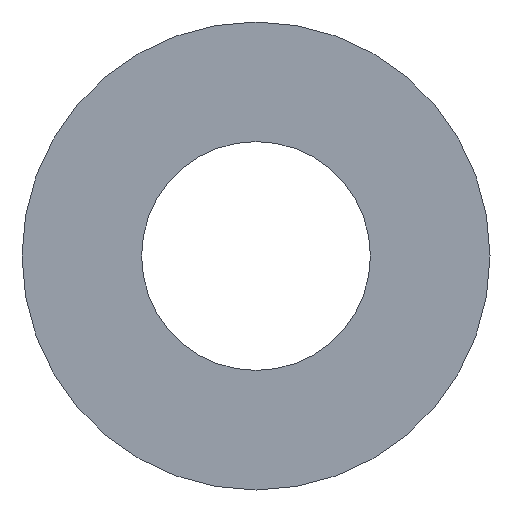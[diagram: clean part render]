
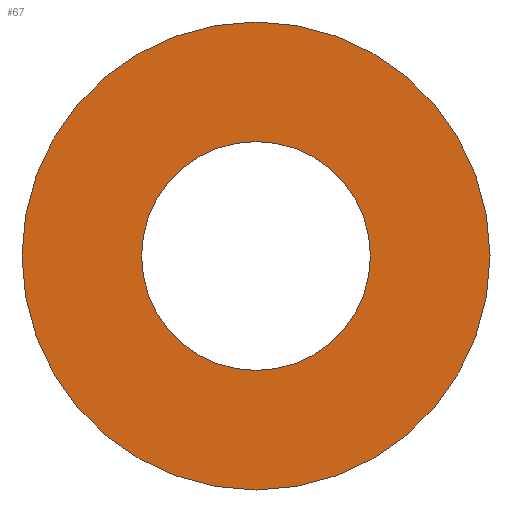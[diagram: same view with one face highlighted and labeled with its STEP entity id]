
A CAD part, front view. The second image highlights one B-rep face of the part: STEP entity #67.
In plain terms, the highlighted planar face has unit normal (0, -1, 0).
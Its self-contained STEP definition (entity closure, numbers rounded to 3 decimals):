
#2 = VERTEX_POINT ( 'NONE', #94 ) ;
#13 = CIRCLE ( 'NONE', #863, 11. ) ;
#21 = CARTESIAN_POINT ( 'NONE',  ( 0., 0., 0. ) ) ;
#30 = EDGE_LOOP ( 'NONE', ( #583, #515 ) ) ;
#67 = ADVANCED_FACE ( 'NONE', ( #704, #338 ), #562, .F. ) ;
#94 = CARTESIAN_POINT ( 'NONE',  ( 0., 0., 22.5 ) ) ;
#141 = EDGE_CURVE ( 'NONE', #290, #2, #348, .T. ) ;
#148 = VERTEX_POINT ( 'NONE', #380 ) ;
#174 = CARTESIAN_POINT ( 'NONE',  ( 0., 0., 11. ) ) ;
#191 = AXIS2_PLACEMENT_3D ( 'NONE', #21, #333, #631 ) ;
#219 = ORIENTED_EDGE ( 'NONE', *, *, #141, .F. ) ;
#229 = AXIS2_PLACEMENT_3D ( 'NONE', #839, #765, #607 ) ;
#248 = CIRCLE ( 'NONE', #800, 11. ) ;
#249 = EDGE_CURVE ( 'NONE', #384, #148, #248, .T. ) ;
#290 = VERTEX_POINT ( 'NONE', #516 ) ;
#305 = DIRECTION ( 'NONE',  ( 0., 1., 0. ) ) ;
#333 = DIRECTION ( 'NONE',  ( 0., 1., 0. ) ) ;
#338 = FACE_BOUND ( 'NONE', #30, .T. ) ;
#348 = CIRCLE ( 'NONE', #429, 22.5 ) ;
#361 = CARTESIAN_POINT ( 'NONE',  ( 0., 0., 0. ) ) ;
#380 = CARTESIAN_POINT ( 'NONE',  ( 0., 0., -11. ) ) ;
#384 = VERTEX_POINT ( 'NONE', #174 ) ;
#429 = AXIS2_PLACEMENT_3D ( 'NONE', #610, #305, #459 ) ;
#459 = DIRECTION ( 'NONE',  ( 0., 0., 1. ) ) ;
#474 = CARTESIAN_POINT ( 'NONE',  ( 0., 0., 0. ) ) ;
#509 = EDGE_CURVE ( 'NONE', #2, #290, #660, .T. ) ;
#515 = ORIENTED_EDGE ( 'NONE', *, *, #249, .T. ) ;
#516 = CARTESIAN_POINT ( 'NONE',  ( 0., 0., -22.5 ) ) ;
#562 = PLANE ( 'NONE',  #191 ) ;
#583 = ORIENTED_EDGE ( 'NONE', *, *, #633, .T. ) ;
#607 = DIRECTION ( 'NONE',  ( 0., 0., 1. ) ) ;
#610 = CARTESIAN_POINT ( 'NONE',  ( 0., 0., 0. ) ) ;
#626 = DIRECTION ( 'NONE',  ( 0., 1., 0. ) ) ;
#631 = DIRECTION ( 'NONE',  ( 0., 0., 1. ) ) ;
#633 = EDGE_CURVE ( 'NONE', #148, #384, #13, .T. ) ;
#660 = CIRCLE ( 'NONE', #229, 22.5 ) ;
#665 = ORIENTED_EDGE ( 'NONE', *, *, #509, .F. ) ;
#704 = FACE_OUTER_BOUND ( 'NONE', #860, .T. ) ;
#765 = DIRECTION ( 'NONE',  ( 0., 1., 0. ) ) ;
#800 = AXIS2_PLACEMENT_3D ( 'NONE', #361, #872, #961 ) ;
#839 = CARTESIAN_POINT ( 'NONE',  ( 0., 0., 0. ) ) ;
#860 = EDGE_LOOP ( 'NONE', ( #219, #665 ) ) ;
#862 = DIRECTION ( 'NONE',  ( 0., 0., 1. ) ) ;
#863 = AXIS2_PLACEMENT_3D ( 'NONE', #474, #626, #862 ) ;
#872 = DIRECTION ( 'NONE',  ( 0., 1., 0. ) ) ;
#961 = DIRECTION ( 'NONE',  ( 0., 0., 1. ) ) ;
